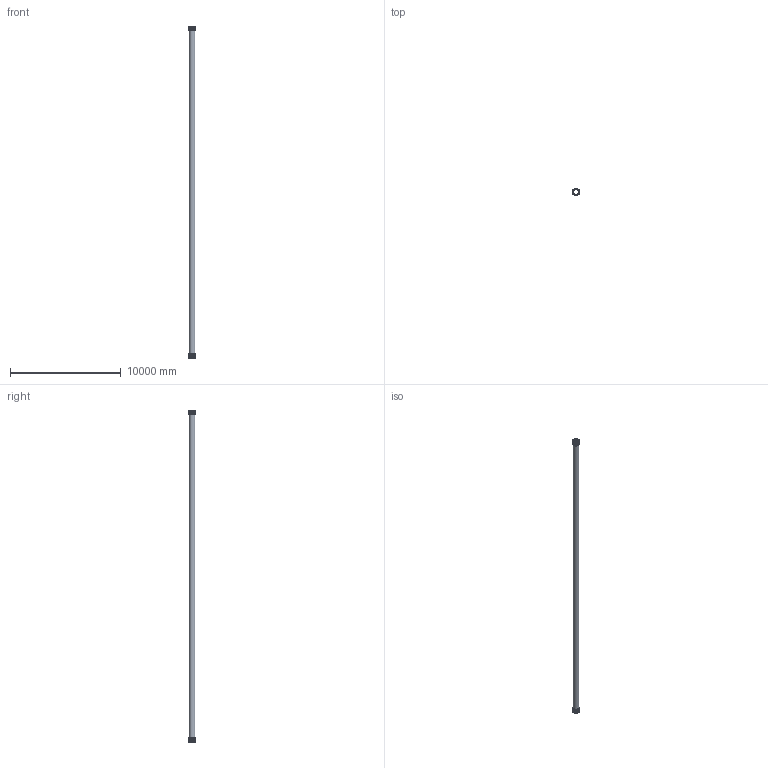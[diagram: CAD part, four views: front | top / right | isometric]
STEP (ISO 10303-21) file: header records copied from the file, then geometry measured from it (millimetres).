
FILE_DESCRIPTION(/* description */ (''),/* implementation_level */ '2;1');
FILE_NAME(/* name */ '00100.050X_3D.stp',/* time_stamp */ '2025-03-12T11:16:06+01:00',/* author */ ('N.Hausmann'),/* organization */ (''),/* preprocessor_version */ 'ST-DEVELOPER v20',/* originating_system */ 'AutoCAD Mechanical',/* authorisation */ '');
FILE_SCHEMA (('AUTOMOTIVE_DESIGN { 1 0 10303 214 3 1 1 }'));
Length unit declared in the file: centimetre
Products named in the file (2): Product; *S0
Assembly tree (1 placements, depth 2):
  Product
    *S0
Bounding box: 630 x 630 x 30000 mm (x, y, z)
Volume: 731326309 mm3; surface area: 97570231 mm2
Topology: 1 solids, 1 shells, 32 faces, 78 edges, 48 vertices
Faces by surface type: torus 12, cylinder 10, bspline 8, plane 2
Full cylindrical faces by diameter (mm): 500 x1, 530 x1, 560 x2, 590 x2, 600 x2, 630 x2
Entity records: 1197 total; most frequent: CARTESIAN_POINT 369, DIRECTION 200, ORIENTED_EDGE 156, AXIS2_PLACEMENT_3D 95, EDGE_CURVE 78, CIRCLE 68, VERTEX_POINT 48, EDGE_LOOP 34
